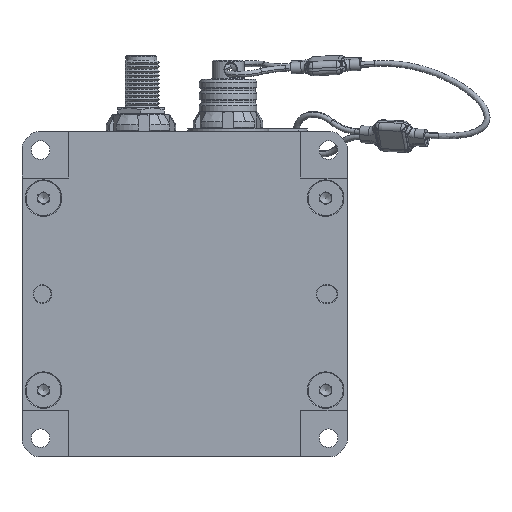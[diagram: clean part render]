
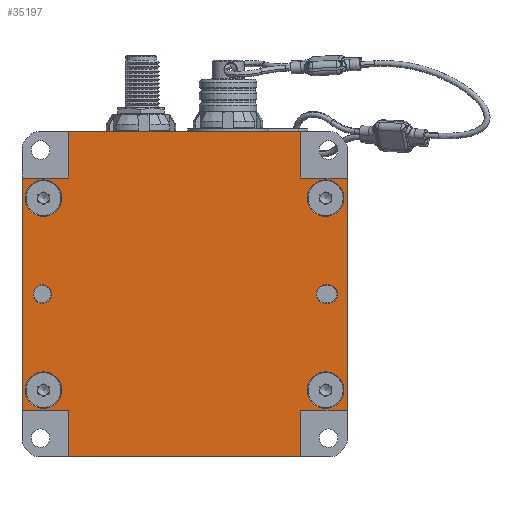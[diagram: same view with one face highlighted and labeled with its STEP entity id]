
A CAD part, front view. The second image highlights one B-rep face of the part: STEP entity #35197.
In plain terms, the highlighted planar face has unit normal (0, -1, 0).
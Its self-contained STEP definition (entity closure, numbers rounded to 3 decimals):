
#3152=CIRCLE('',#38134,1.6);
#3154=CIRCLE('',#38138,1.6);
#3157=CIRCLE('',#38145,1.605);
#3158=CIRCLE('',#38146,3.15);
#3159=CIRCLE('',#38147,3.15);
#3160=CIRCLE('',#38148,3.15);
#3161=CIRCLE('',#38149,3.15);
#4448=FACE_BOUND('',#8251,.T.);
#4449=FACE_BOUND('',#8252,.T.);
#4450=FACE_BOUND('',#8253,.T.);
#4451=FACE_BOUND('',#8254,.T.);
#4452=FACE_BOUND('',#8255,.T.);
#4453=FACE_BOUND('',#8256,.T.);
#6206=FACE_OUTER_BOUND('',#8250,.T.);
#8250=EDGE_LOOP('',(#26649,#26650,#26651,#26652,#26653,#26654,#26655,#26656,
#26657,#26658,#26659,#26660));
#8251=EDGE_LOOP('',(#26661));
#8252=EDGE_LOOP('',(#26662));
#8253=EDGE_LOOP('',(#26663));
#8254=EDGE_LOOP('',(#26664));
#8255=EDGE_LOOP('',(#26665));
#8256=EDGE_LOOP('',(#26666,#26667,#26668,#26669));
#10716=LINE('',#54936,#13067);
#10744=LINE('',#55066,#13095);
#10747=LINE('',#55075,#13098);
#10753=LINE('',#55090,#13104);
#10754=LINE('',#55092,#13105);
#10755=LINE('',#55094,#13106);
#10756=LINE('',#55096,#13107);
#10757=LINE('',#55098,#13108);
#10758=LINE('',#55100,#13109);
#10759=LINE('',#55102,#13110);
#10760=LINE('',#55104,#13111);
#10761=LINE('',#55106,#13112);
#10762=LINE('',#55107,#13113);
#10763=LINE('',#55108,#13114);
#13067=VECTOR('',#43759,10.);
#13095=VECTOR('',#43875,10.);
#13098=VECTOR('',#43886,10.);
#13104=VECTOR('',#43900,10.);
#13105=VECTOR('',#43901,10.);
#13106=VECTOR('',#43902,10.);
#13107=VECTOR('',#43903,10.);
#13108=VECTOR('',#43904,10.);
#13109=VECTOR('',#43905,10.);
#13110=VECTOR('',#43906,10.);
#13111=VECTOR('',#43907,10.);
#13112=VECTOR('',#43908,10.);
#13113=VECTOR('',#43909,10.);
#13114=VECTOR('',#43910,10.);
#15611=VERTEX_POINT('',#54933);
#15612=VERTEX_POINT('',#54935);
#15650=VERTEX_POINT('',#55055);
#15651=VERTEX_POINT('',#55057);
#15654=VERTEX_POINT('',#55064);
#15656=VERTEX_POINT('',#55070);
#15660=VERTEX_POINT('',#55088);
#15661=VERTEX_POINT('',#55089);
#15662=VERTEX_POINT('',#55091);
#15663=VERTEX_POINT('',#55093);
#15664=VERTEX_POINT('',#55095);
#15665=VERTEX_POINT('',#55097);
#15666=VERTEX_POINT('',#55099);
#15667=VERTEX_POINT('',#55101);
#15668=VERTEX_POINT('',#55103);
#15669=VERTEX_POINT('',#55105);
#15670=VERTEX_POINT('',#55109);
#15671=VERTEX_POINT('',#55111);
#15672=VERTEX_POINT('',#55113);
#15673=VERTEX_POINT('',#55115);
#15674=VERTEX_POINT('',#55117);
#19619=EDGE_CURVE('',#15611,#15612,#10716,.T.);
#19672=EDGE_CURVE('',#15650,#15651,#3152,.T.);
#19676=EDGE_CURVE('',#15654,#15650,#10744,.T.);
#19679=EDGE_CURVE('',#15656,#15654,#3154,.T.);
#19681=EDGE_CURVE('',#15651,#15656,#10747,.T.);
#19688=EDGE_CURVE('',#15660,#15661,#10753,.T.);
#19689=EDGE_CURVE('',#15662,#15661,#10754,.T.);
#19690=EDGE_CURVE('',#15662,#15663,#10755,.T.);
#19691=EDGE_CURVE('',#15663,#15664,#10756,.T.);
#19692=EDGE_CURVE('',#15665,#15664,#10757,.T.);
#19693=EDGE_CURVE('',#15665,#15666,#10758,.T.);
#19694=EDGE_CURVE('',#15666,#15667,#10759,.T.);
#19695=EDGE_CURVE('',#15668,#15667,#10760,.T.);
#19696=EDGE_CURVE('',#15668,#15669,#10761,.T.);
#19697=EDGE_CURVE('',#15669,#15612,#10762,.T.);
#19698=EDGE_CURVE('',#15611,#15660,#10763,.T.);
#19699=EDGE_CURVE('',#15670,#15670,#3157,.T.);
#19700=EDGE_CURVE('',#15671,#15671,#3158,.T.);
#19701=EDGE_CURVE('',#15672,#15672,#3159,.T.);
#19702=EDGE_CURVE('',#15673,#15673,#3160,.T.);
#19703=EDGE_CURVE('',#15674,#15674,#3161,.T.);
#26649=ORIENTED_EDGE('',*,*,#19688,.T.);
#26650=ORIENTED_EDGE('',*,*,#19689,.F.);
#26651=ORIENTED_EDGE('',*,*,#19690,.T.);
#26652=ORIENTED_EDGE('',*,*,#19691,.T.);
#26653=ORIENTED_EDGE('',*,*,#19692,.F.);
#26654=ORIENTED_EDGE('',*,*,#19693,.T.);
#26655=ORIENTED_EDGE('',*,*,#19694,.T.);
#26656=ORIENTED_EDGE('',*,*,#19695,.F.);
#26657=ORIENTED_EDGE('',*,*,#19696,.T.);
#26658=ORIENTED_EDGE('',*,*,#19697,.T.);
#26659=ORIENTED_EDGE('',*,*,#19619,.F.);
#26660=ORIENTED_EDGE('',*,*,#19698,.T.);
#26661=ORIENTED_EDGE('',*,*,#19699,.F.);
#26662=ORIENTED_EDGE('',*,*,#19700,.T.);
#26663=ORIENTED_EDGE('',*,*,#19701,.T.);
#26664=ORIENTED_EDGE('',*,*,#19702,.T.);
#26665=ORIENTED_EDGE('',*,*,#19703,.T.);
#26666=ORIENTED_EDGE('',*,*,#19672,.F.);
#26667=ORIENTED_EDGE('',*,*,#19676,.F.);
#26668=ORIENTED_EDGE('',*,*,#19679,.F.);
#26669=ORIENTED_EDGE('',*,*,#19681,.F.);
#34128=PLANE('',#38144);
#35197=ADVANCED_FACE('',(#6206,#4448,#4449,#4450,#4451,#4452,#4453),#34128,
 .F.);
#38134=AXIS2_PLACEMENT_3D('',#55058,#43867,#43868);
#38138=AXIS2_PLACEMENT_3D('',#55072,#43880,#43881);
#38144=AXIS2_PLACEMENT_3D('',#55087,#43898,#43899);
#38145=AXIS2_PLACEMENT_3D('',#55110,#43911,#43912);
#38146=AXIS2_PLACEMENT_3D('',#55112,#43913,#43914);
#38147=AXIS2_PLACEMENT_3D('',#55114,#43915,#43916);
#38148=AXIS2_PLACEMENT_3D('',#55116,#43917,#43918);
#38149=AXIS2_PLACEMENT_3D('',#55118,#43919,#43920);
#43759=DIRECTION('',(1.,0.,0.));
#43867=DIRECTION('center_axis',(0.,-1.,0.));
#43868=DIRECTION('ref_axis',(0.,0.,1.));
#43875=DIRECTION('',(1.,0.,0.));
#43880=DIRECTION('center_axis',(0.,-1.,0.));
#43881=DIRECTION('ref_axis',(0.,0.,-1.));
#43886=DIRECTION('',(-1.,0.,0.));
#43898=DIRECTION('center_axis',(0.,1.,0.));
#43899=DIRECTION('ref_axis',(0.,0.,1.));
#43900=DIRECTION('',(-1.,0.,0.));
#43901=DIRECTION('',(0.,0.,1.));
#43902=DIRECTION('',(1.,0.,0.));
#43903=DIRECTION('',(0.,0.,-1.));
#43904=DIRECTION('',(-1.,0.,0.));
#43905=DIRECTION('',(0.,0.,1.));
#43906=DIRECTION('',(1.,0.,0.));
#43907=DIRECTION('',(0.,0.,-1.));
#43908=DIRECTION('',(-1.,0.,0.));
#43909=DIRECTION('',(0.,0.,1.));
#43910=DIRECTION('',(0.,0.,-1.));
#43911=DIRECTION('center_axis',(0.,-1.,0.));
#43912=DIRECTION('ref_axis',(-1.,0.,0.));
#43913=DIRECTION('center_axis',(0.,1.,0.));
#43914=DIRECTION('ref_axis',(1.,0.,0.));
#43915=DIRECTION('center_axis',(0.,1.,0.));
#43916=DIRECTION('ref_axis',(1.,0.,0.));
#43917=DIRECTION('center_axis',(0.,1.,0.));
#43918=DIRECTION('ref_axis',(1.,0.,0.));
#43919=DIRECTION('center_axis',(0.,1.,0.));
#43920=DIRECTION('ref_axis',(1.,0.,0.));
#54933=CARTESIAN_POINT('',(-20.,0.,28.));
#54935=CARTESIAN_POINT('',(20.,0.,28.));
#54936=CARTESIAN_POINT('',(-28.,0.,28.));
#55055=CARTESIAN_POINT('',(24.75,0.,-1.6));
#55057=CARTESIAN_POINT('',(24.75,0.,1.6));
#55058=CARTESIAN_POINT('Origin',(24.75,0.,0.));
#55064=CARTESIAN_POINT('',(24.25,0.,-1.6));
#55066=CARTESIAN_POINT('',(12.375,0.,-1.6));
#55070=CARTESIAN_POINT('',(24.25,0.,1.6));
#55072=CARTESIAN_POINT('Origin',(24.25,0.,0.));
#55075=CARTESIAN_POINT('',(12.125,0.,1.6));
#55087=CARTESIAN_POINT('Origin',(0.,0.,0.));
#55088=CARTESIAN_POINT('',(-20.,0.,20.));
#55089=CARTESIAN_POINT('',(-28.,0.,20.));
#55090=CARTESIAN_POINT('',(-14.,0.,20.));
#55091=CARTESIAN_POINT('',(-28.,0.,-20.));
#55092=CARTESIAN_POINT('',(-28.,0.,-28.));
#55093=CARTESIAN_POINT('',(-20.,0.,-20.));
#55094=CARTESIAN_POINT('',(-10.,0.,-20.));
#55095=CARTESIAN_POINT('',(-20.,0.,-28.));
#55096=CARTESIAN_POINT('',(-20.,0.,-14.));
#55097=CARTESIAN_POINT('',(20.,0.,-28.));
#55098=CARTESIAN_POINT('',(28.,0.,-28.));
#55099=CARTESIAN_POINT('',(20.,0.,-20.));
#55100=CARTESIAN_POINT('',(20.,0.,-10.));
#55101=CARTESIAN_POINT('',(28.,0.,-20.));
#55102=CARTESIAN_POINT('',(14.,0.,-20.));
#55103=CARTESIAN_POINT('',(28.,0.,20.));
#55104=CARTESIAN_POINT('',(28.,0.,28.));
#55105=CARTESIAN_POINT('',(20.,0.,20.));
#55106=CARTESIAN_POINT('',(10.,0.,20.));
#55107=CARTESIAN_POINT('',(20.,0.,14.));
#55108=CARTESIAN_POINT('',(-20.,0.,10.));
#55109=CARTESIAN_POINT('',(-22.895,0.,0.));
#55110=CARTESIAN_POINT('Origin',(-24.5,0.,0.));
#55111=CARTESIAN_POINT('',(21.15,0.,-16.532));
#55112=CARTESIAN_POINT('Origin',(24.3,0.,-16.532));
#55113=CARTESIAN_POINT('',(-27.45,0.,16.532));
#55114=CARTESIAN_POINT('Origin',(-24.3,0.,16.532));
#55115=CARTESIAN_POINT('',(21.15,0.,16.532));
#55116=CARTESIAN_POINT('Origin',(24.3,0.,16.532));
#55117=CARTESIAN_POINT('',(-27.45,0.,-16.532));
#55118=CARTESIAN_POINT('Origin',(-24.3,0.,-16.532));
